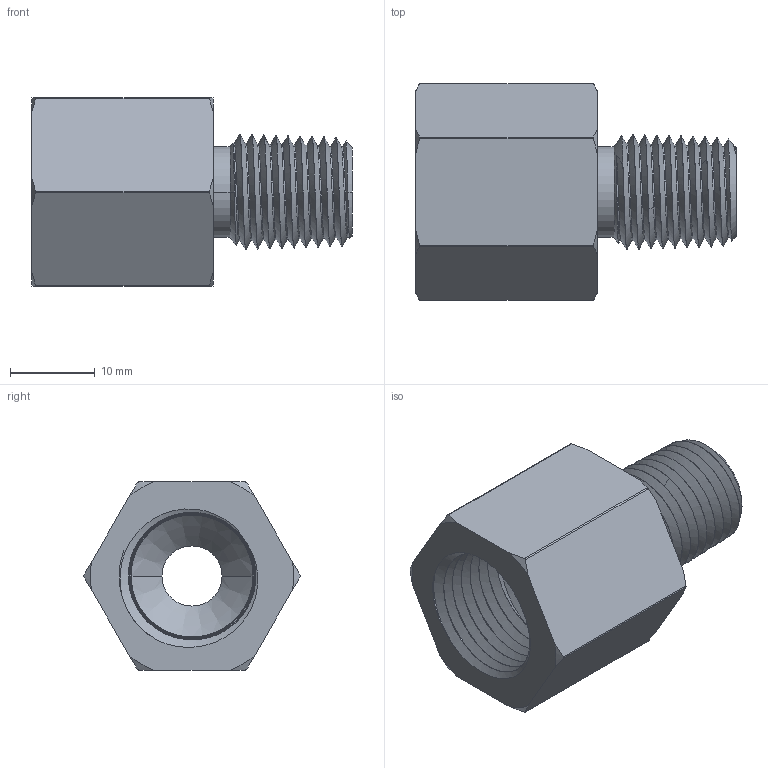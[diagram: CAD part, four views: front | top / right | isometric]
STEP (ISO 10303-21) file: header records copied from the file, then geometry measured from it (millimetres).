
FILE_DESCRIPTION((''),'2;1');
FILE_NAME('REDUCING_ADAPTER_H_MFAC','2025-07-08T13:20:27',('Administrator'),(''),'CREO PARAMETRIC BY PTC INC, 2020414','CREO PARAMETRIC BY PTC INC, 2020414','');
FILE_SCHEMA(('AUTOMOTIVE_DESIGN { 1 0 10303 214 1 1 1 1 }'));
Length unit declared in the file: millimetre
Products named in the file (1): REDUCING_ADAPTER_H_MFAC
Bounding box: 37.8 x 25.57 x 22.2 mm (x, y, z)
Volume: 7251.6 mm3; surface area: 5055.4 mm2
Topology: 1 solids, 1 shells, 92 faces, 256 edges, 178 vertices
Faces by surface type: cone 53, bspline 18, cylinder 12, plane 9
Entity records: 8622 total; most frequent: CARTESIAN_POINT 6381, ORIENTED_EDGE 502, DIRECTION 300, EDGE_CURVE 251, VERTEX_POINT 162, B_SPLINE_CURVE_WITH_KNOTS 138, COLOUR_RGB 116, AXIS2_PLACEMENT_3D 107
